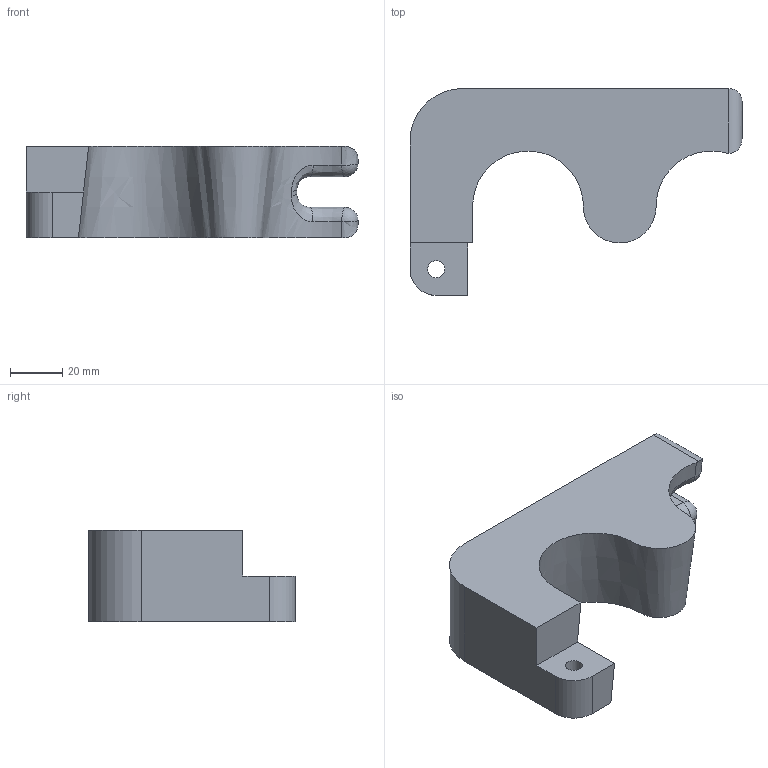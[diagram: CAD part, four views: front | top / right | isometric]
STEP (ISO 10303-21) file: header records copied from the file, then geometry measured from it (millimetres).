
FILE_DESCRIPTION(/* description */ (''),/* implementation_level */ '2;1');
FILE_NAME(/* name */ 'Portes (D).step',/* time_stamp */ '2024-02-11T23:25:07+01:00',/* author */ (''),/* organization */ (''),/* preprocessor_version */ 'ST-DEVELOPER v20',/* originating_system */ 'Autodesk Translation Framework v12.20.1.177',/* authorisation */ '');
FILE_SCHEMA (('AUTOMOTIVE_DESIGN { 1 0 10303 214 3 1 1 }'));
Length unit declared in the file: millimetre
Products named in the file (1): Portes (D)
Bounding box: 126.67 x 78.89 x 35 mm (x, y, z)
Volume: 159215.1 mm3; surface area: 24869 mm2
Topology: 1 solids, 1 shells, 47 faces, 110 edges, 66 vertices
Faces by surface type: plane 19, cylinder 14, bspline 8, sphere 4, torus 2
Full cylindrical faces by diameter (mm): 6.5 x1
Entity records: 1902 total; most frequent: CARTESIAN_POINT 839, ORIENTED_EDGE 220, DIRECTION 199, EDGE_CURVE 110, AXIS2_PLACEMENT_3D 72, VERTEX_POINT 66, LINE 55, VECTOR 55
